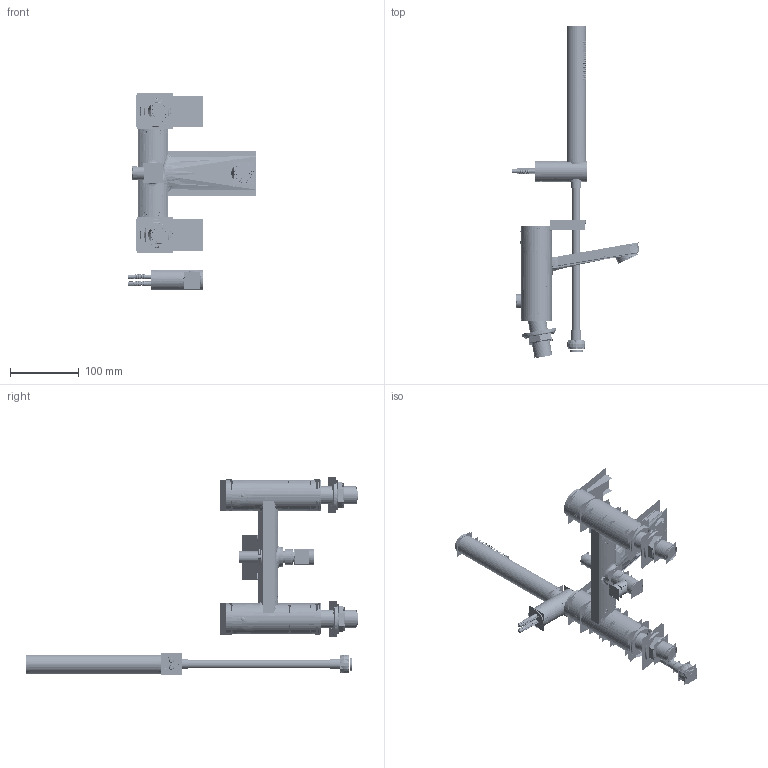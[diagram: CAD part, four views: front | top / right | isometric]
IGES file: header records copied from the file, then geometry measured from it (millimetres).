
Start section:  PTC IGES file: ZR06_422DC.igs
Global section: file name: ZR06_422DC.igs; native system: Pro/ENGINEER by Parametric Technology Corporation; preprocessor: 2009360; author: user152; organization: Unknown; date: 20200401.083547; units: millimetre
Bounding box: 187.69 x 483.49 x 288.02 mm (x, y, z)
Volume: 549199.1 mm3; surface area: 2697545.1 mm2
Topology: 101 solids, 140 shells, 10232 faces, 51769 edges, 65153 vertices
Faces by surface type: bspline 5524, revolution 4708
